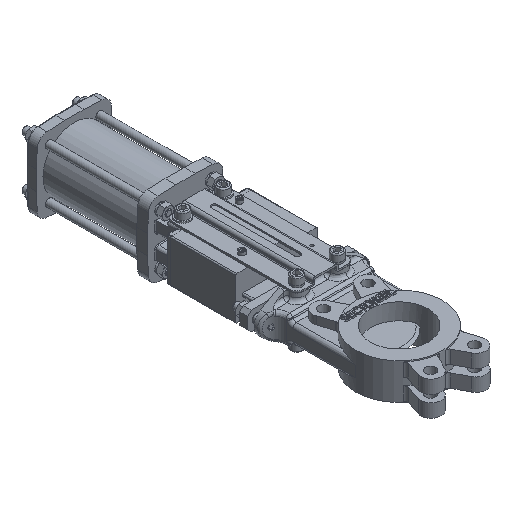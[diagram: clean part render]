
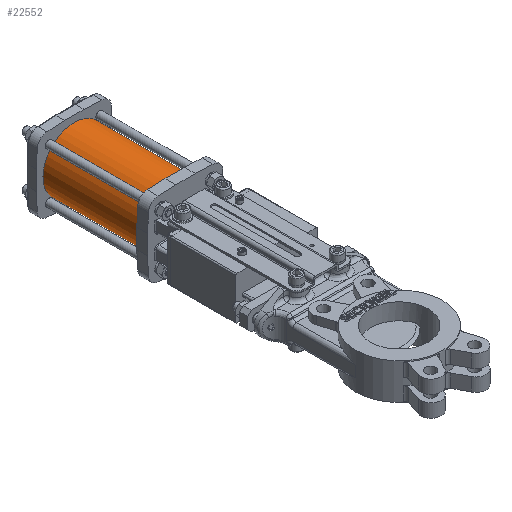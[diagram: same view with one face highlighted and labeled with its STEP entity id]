
A CAD part, isometric view. The second image highlights one B-rep face of the part: STEP entity #22552.
In plain terms, the highlighted cylindrical face has radius 43.5 mm (diameter 87 mm), a full revolution.
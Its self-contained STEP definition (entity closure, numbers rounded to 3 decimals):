
#847=CYLINDRICAL_SURFACE('',#24701,43.5);
#1966=CIRCLE('',#24605,43.5);
#1993=CIRCLE('',#24702,43.5);
#2352=FACE_BOUND('',#5321,.T.);
#3797=FACE_OUTER_BOUND('',#5320,.T.);
#5320=EDGE_LOOP('',(#19183));
#5321=EDGE_LOOP('',(#19184));
#10196=VERTEX_POINT('',#40815);
#10283=VERTEX_POINT('',#41311);
#13151=EDGE_CURVE('',#10196,#10196,#1966,.F.);
#13302=EDGE_CURVE('',#10283,#10283,#1993,.F.);
#19183=ORIENTED_EDGE('',*,*,#13302,.T.);
#19184=ORIENTED_EDGE('',*,*,#13151,.F.);
#22552=ADVANCED_FACE('',(#3797,#2352),#847,.T.);
#24605=AXIS2_PLACEMENT_3D('',#40816,#30052,#30053);
#24701=AXIS2_PLACEMENT_3D('',#41310,#30312,#30313);
#24702=AXIS2_PLACEMENT_3D('',#41312,#30314,#30315);
#30052=DIRECTION('center_axis',(0.,1.,0.));
#30053=DIRECTION('ref_axis',(0.,0.,1.));
#30312=DIRECTION('center_axis',(0.,1.,0.));
#30313=DIRECTION('ref_axis',(0.,0.,1.));
#30314=DIRECTION('center_axis',(0.,1.,0.));
#30315=DIRECTION('ref_axis',(0.,0.,1.));
#40815=CARTESIAN_POINT('',(0.,311.,43.5));
#40816=CARTESIAN_POINT('Origin',(0.,311.,0.));
#41310=CARTESIAN_POINT('Origin',(0.,311.,0.));
#41311=CARTESIAN_POINT('',(0.,450.,43.5));
#41312=CARTESIAN_POINT('Origin',(0.,450.,0.));
